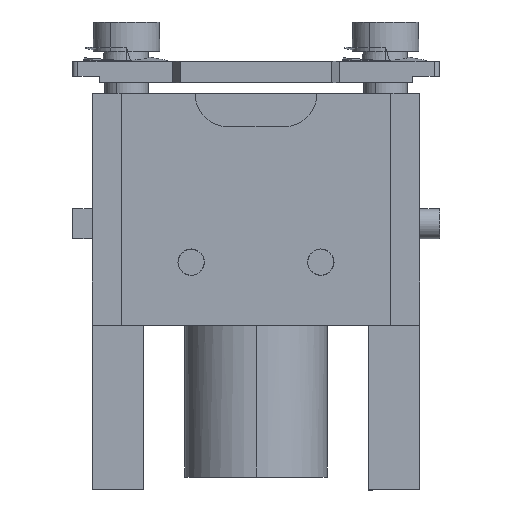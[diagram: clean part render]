
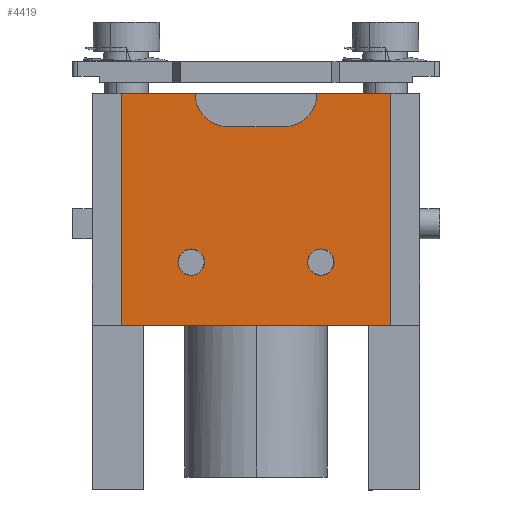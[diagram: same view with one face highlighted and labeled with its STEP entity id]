
A CAD part, left-side view. The second image highlights one B-rep face of the part: STEP entity #4419.
In plain terms, the highlighted planar face has unit normal (-1, 0, 0).
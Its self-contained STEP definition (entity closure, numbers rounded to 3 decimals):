
#4093=AXIS2_PLACEMENT_3D('Circle Axis2P3D',#4091,#4092,$) ;
#4157=AXIS2_PLACEMENT_3D('Circle Axis2P3D',#4155,#4156,$) ;
#4184=AXIS2_PLACEMENT_3D('Circle Axis2P3D',#4182,#4183,$) ;
#4210=AXIS2_PLACEMENT_3D('Circle Axis2P3D',#4208,#4209,$) ;
#4237=AXIS2_PLACEMENT_3D('Circle Axis2P3D',#4235,#4236,$) ;
#4392=AXIS2_PLACEMENT_3D('Plane Axis2P3D',#4389,#4390,#4391) ;
#4396=AXIS2_PLACEMENT_3D('Circle Axis2P3D',#4394,#4395,$) ;
#4013=CARTESIAN_POINT('Vertex',(0.02,29.5,36.749)) ;
#4016=CARTESIAN_POINT('Line Origine',(0.02,26.067,36.749)) ;
#4020=CARTESIAN_POINT('Vertex',(0.02,22.634,36.749)) ;
#4041=CARTESIAN_POINT('Vertex',(0.02,11.366,36.749)) ;
#4044=CARTESIAN_POINT('Line Origine',(0.02,7.933,36.749)) ;
#4048=CARTESIAN_POINT('Vertex',(0.02,4.5,36.749)) ;
#4091=CARTESIAN_POINT('Axis2P3D Location',(0.02,14.366,36.666)) ;
#4095=CARTESIAN_POINT('Vertex',(0.02,11.366,36.666)) ;
#4097=CARTESIAN_POINT('Vertex',(0.02,14.366,33.666)) ;
#4131=CARTESIAN_POINT('Line Origine',(0.02,11.366,36.707)) ;
#4152=CARTESIAN_POINT('Vertex',(0.02,9.771,21.1)) ;
#4155=CARTESIAN_POINT('Axis2P3D Location',(0.02,11.,21.1)) ;
#4159=CARTESIAN_POINT('Vertex',(0.02,12.23,21.1)) ;
#4182=CARTESIAN_POINT('Axis2P3D Location',(0.02,11.,21.1)) ;
#4205=CARTESIAN_POINT('Vertex',(0.02,24.23,21.1)) ;
#4208=CARTESIAN_POINT('Axis2P3D Location',(0.02,23.,21.1)) ;
#4212=CARTESIAN_POINT('Vertex',(0.02,21.771,21.1)) ;
#4235=CARTESIAN_POINT('Axis2P3D Location',(0.02,23.,21.1)) ;
#4249=CARTESIAN_POINT('Line Origine',(0.02,4.5,25.999)) ;
#4253=CARTESIAN_POINT('Vertex',(0.02,4.5,15.25)) ;
#4268=CARTESIAN_POINT('Line Origine',(0.02,17.,15.25)) ;
#4272=CARTESIAN_POINT('Vertex',(0.02,29.5,15.25)) ;
#4306=CARTESIAN_POINT('Line Origine',(0.02,29.5,25.999)) ;
#4318=CARTESIAN_POINT('Line Origine',(0.02,22.634,36.707)) ;
#4322=CARTESIAN_POINT('Vertex',(0.02,22.634,36.666)) ;
#4374=CARTESIAN_POINT('Vertex',(0.02,19.634,33.666)) ;
#4377=CARTESIAN_POINT('Line Origine',(0.02,17.,33.666)) ;
#4389=CARTESIAN_POINT('Axis2P3D Location',(0.02,17.,38.15)) ;
#4394=CARTESIAN_POINT('Axis2P3D Location',(0.02,19.634,36.666)) ;
#4017=DIRECTION('Vector Direction',(0.,1.,0.)) ;
#4045=DIRECTION('Vector Direction',(0.,1.,0.)) ;
#4092=DIRECTION('Axis2P3D Direction',(-1.,0.,0.)) ;
#4132=DIRECTION('Vector Direction',(0.,0.,1.)) ;
#4156=DIRECTION('Axis2P3D Direction',(-1.,0.,0.)) ;
#4183=DIRECTION('Axis2P3D Direction',(-1.,0.,0.)) ;
#4209=DIRECTION('Axis2P3D Direction',(-1.,0.,0.)) ;
#4236=DIRECTION('Axis2P3D Direction',(-1.,0.,0.)) ;
#4250=DIRECTION('Vector Direction',(0.,0.,1.)) ;
#4269=DIRECTION('Vector Direction',(0.,1.,0.)) ;
#4307=DIRECTION('Vector Direction',(0.,0.,-1.)) ;
#4319=DIRECTION('Vector Direction',(0.,0.,1.)) ;
#4378=DIRECTION('Vector Direction',(0.,1.,0.)) ;
#4390=DIRECTION('Axis2P3D Direction',(1.,0.,0.)) ;
#4391=DIRECTION('Axis2P3D XDirection',(0.,1.,0.)) ;
#4395=DIRECTION('Axis2P3D Direction',(1.,0.,0.)) ;
#4018=VECTOR('Line Direction',#4017,1.) ;
#4046=VECTOR('Line Direction',#4045,1.) ;
#4133=VECTOR('Line Direction',#4132,1.) ;
#4251=VECTOR('Line Direction',#4250,1.) ;
#4270=VECTOR('Line Direction',#4269,1.) ;
#4308=VECTOR('Line Direction',#4307,1.) ;
#4320=VECTOR('Line Direction',#4319,1.) ;
#4379=VECTOR('Line Direction',#4378,1.) ;
#4400=ORIENTED_EDGE('',*,*,#4050,.T.) ;
#4401=ORIENTED_EDGE('',*,*,#4135,.F.) ;
#4402=ORIENTED_EDGE('',*,*,#4099,.T.) ;
#4403=ORIENTED_EDGE('',*,*,#4381,.T.) ;
#4404=ORIENTED_EDGE('',*,*,#4398,.T.) ;
#4405=ORIENTED_EDGE('',*,*,#4324,.T.) ;
#4406=ORIENTED_EDGE('',*,*,#4022,.T.) ;
#4407=ORIENTED_EDGE('',*,*,#4310,.T.) ;
#4408=ORIENTED_EDGE('',*,*,#4274,.T.) ;
#4409=ORIENTED_EDGE('',*,*,#4255,.T.) ;
#4412=ORIENTED_EDGE('',*,*,#4214,.T.) ;
#4413=ORIENTED_EDGE('',*,*,#4239,.T.) ;
#4416=ORIENTED_EDGE('',*,*,#4186,.T.) ;
#4417=ORIENTED_EDGE('',*,*,#4161,.T.) ;
#4414=FACE_BOUND('',#4411,.T.) ;
#4418=FACE_BOUND('',#4415,.T.) ;
#4419=ADVANCED_FACE('Hauptk\X2\00F6\X0\rper',(#4410,#4414,#4418),#4393,.F.) ;
#4094=CIRCLE('generated circle',#4093,3.) ;
#4158=CIRCLE('generated circle',#4157,1.23) ;
#4185=CIRCLE('generated circle',#4184,1.23) ;
#4211=CIRCLE('generated circle',#4210,1.23) ;
#4238=CIRCLE('generated circle',#4237,1.23) ;
#4397=CIRCLE('generated circle',#4396,3.) ;
#4022=EDGE_CURVE('',#4021,#4014,#4019,.T.) ;
#4050=EDGE_CURVE('',#4049,#4042,#4047,.T.) ;
#4099=EDGE_CURVE('',#4096,#4098,#4094,.F.) ;
#4135=EDGE_CURVE('',#4096,#4042,#4134,.T.) ;
#4161=EDGE_CURVE('',#4160,#4153,#4158,.F.) ;
#4186=EDGE_CURVE('',#4153,#4160,#4185,.F.) ;
#4214=EDGE_CURVE('',#4213,#4206,#4211,.F.) ;
#4239=EDGE_CURVE('',#4206,#4213,#4238,.F.) ;
#4255=EDGE_CURVE('',#4254,#4049,#4252,.T.) ;
#4274=EDGE_CURVE('',#4273,#4254,#4271,.F.) ;
#4310=EDGE_CURVE('',#4014,#4273,#4309,.T.) ;
#4324=EDGE_CURVE('',#4323,#4021,#4321,.T.) ;
#4381=EDGE_CURVE('',#4098,#4375,#4380,.T.) ;
#4398=EDGE_CURVE('',#4375,#4323,#4397,.T.) ;
#4399=EDGE_LOOP('',(#4400,#4401,#4402,#4403,#4404,#4405,#4406,#4407,#4408,#4409)) ;
#4411=EDGE_LOOP('',(#4412,#4413)) ;
#4415=EDGE_LOOP('',(#4416,#4417)) ;
#4410=FACE_OUTER_BOUND('',#4399,.T.) ;
#4019=LINE('Line',#4016,#4018) ;
#4047=LINE('Line',#4044,#4046) ;
#4134=LINE('Line',#4131,#4133) ;
#4252=LINE('Line',#4249,#4251) ;
#4271=LINE('Line',#4268,#4270) ;
#4309=LINE('Line',#4306,#4308) ;
#4321=LINE('Line',#4318,#4320) ;
#4380=LINE('Line',#4377,#4379) ;
#4393=PLANE('',#4392) ;
#4014=VERTEX_POINT('',#4013) ;
#4021=VERTEX_POINT('',#4020) ;
#4042=VERTEX_POINT('',#4041) ;
#4049=VERTEX_POINT('',#4048) ;
#4096=VERTEX_POINT('',#4095) ;
#4098=VERTEX_POINT('',#4097) ;
#4153=VERTEX_POINT('',#4152) ;
#4160=VERTEX_POINT('',#4159) ;
#4206=VERTEX_POINT('',#4205) ;
#4213=VERTEX_POINT('',#4212) ;
#4254=VERTEX_POINT('',#4253) ;
#4273=VERTEX_POINT('',#4272) ;
#4323=VERTEX_POINT('',#4322) ;
#4375=VERTEX_POINT('',#4374) ;
